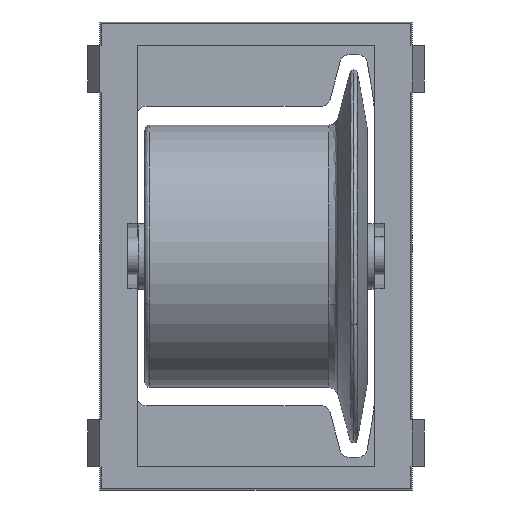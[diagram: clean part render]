
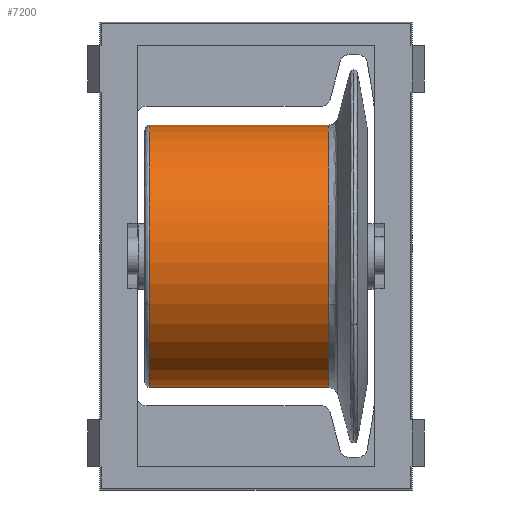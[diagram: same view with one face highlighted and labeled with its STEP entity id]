
A CAD part, front view. The second image highlights one B-rep face of the part: STEP entity #7200.
In plain terms, the highlighted cylindrical face has radius 14 mm (diameter 28 mm), a partial arc.
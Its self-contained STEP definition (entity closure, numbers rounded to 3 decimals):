
#61 = DIRECTION ( 'NONE',  ( -1., 0., 0. ) ) ;
#370 = CIRCLE ( 'NONE', #6940, 14. ) ;
#904 = DIRECTION ( 'NONE',  ( -1., 0., 0. ) ) ;
#943 = CARTESIAN_POINT ( 'NONE',  ( -11.39, 5.531, -14.032 ) ) ;
#1018 = CARTESIAN_POINT ( 'NONE',  ( -11.39, 5.531, -0.032 ) ) ;
#1219 = FACE_OUTER_BOUND ( 'NONE', #3182, .T. ) ;
#1384 = CARTESIAN_POINT ( 'NONE',  ( -11.39, -7.506, -5.136 ) ) ;
#1400 = ORIENTED_EDGE ( 'NONE', *, *, #5180, .T. ) ;
#1462 = DIRECTION ( 'NONE',  ( 0., 0., 1. ) ) ;
#1533 = CARTESIAN_POINT ( 'NONE',  ( 7.779, 5.531, -0.032 ) ) ;
#1585 = DIRECTION ( 'NONE',  ( 1., 0., 0. ) ) ;
#1725 = AXIS2_PLACEMENT_3D ( 'NONE', #4063, #3374, #2761 ) ;
#1935 = ORIENTED_EDGE ( 'NONE', *, *, #4317, .T. ) ;
#1959 = ORIENTED_EDGE ( 'NONE', *, *, #2754, .F. ) ;
#2366 = CARTESIAN_POINT ( 'NONE',  ( -11.89, 5.531, 13.968 ) ) ;
#2379 = VERTEX_POINT ( 'NONE', #2616 ) ;
#2557 = VECTOR ( 'NONE', #61, 1000. ) ;
#2616 = CARTESIAN_POINT ( 'NONE',  ( 7.779, -7.506, -5.136 ) ) ;
#2754 = EDGE_CURVE ( 'NONE', #6534, #5225, #5692, .T. ) ;
#2761 = DIRECTION ( 'NONE',  ( 0., 0., 1. ) ) ;
#2763 = LINE ( 'NONE', #2366, #5419 ) ;
#2776 = ORIENTED_EDGE ( 'NONE', *, *, #3251, .T. ) ;
#2818 = CIRCLE ( 'NONE', #7040, 14. ) ;
#2893 = EDGE_CURVE ( 'NONE', #3114, #5225, #2818, .T. ) ;
#3114 = VERTEX_POINT ( 'NONE', #1384 ) ;
#3177 = CARTESIAN_POINT ( 'NONE',  ( 7.779, 5.531, -14.032 ) ) ;
#3182 = EDGE_LOOP ( 'NONE', ( #1959, #2776, #1400, #1935, #6064, #3707 ) ) ;
#3251 = EDGE_CURVE ( 'NONE', #6534, #2379, #370, .T. ) ;
#3354 = CARTESIAN_POINT ( 'NONE',  ( -11.39, 5.531, 13.968 ) ) ;
#3374 = DIRECTION ( 'NONE',  ( -1., 0., 0. ) ) ;
#3478 = DIRECTION ( 'NONE',  ( -1., 0., 0. ) ) ;
#3561 = DIRECTION ( 'NONE',  ( 0., 0., 1. ) ) ;
#3707 = ORIENTED_EDGE ( 'NONE', *, *, #2893, .T. ) ;
#4063 = CARTESIAN_POINT ( 'NONE',  ( 7.779, 5.531, -0.032 ) ) ;
#4221 = CARTESIAN_POINT ( 'NONE',  ( 7.779, 5.531, 13.968 ) ) ;
#4317 = EDGE_CURVE ( 'NONE', #4891, #6729, #2763, .T. ) ;
#4891 = VERTEX_POINT ( 'NONE', #4221 ) ;
#5180 = EDGE_CURVE ( 'NONE', #2379, #4891, #5248, .T. ) ;
#5225 = VERTEX_POINT ( 'NONE', #943 ) ;
#5248 = CIRCLE ( 'NONE', #1725, 14. ) ;
#5419 = VECTOR ( 'NONE', #6637, 1000. ) ;
#5692 = LINE ( 'NONE', #7409, #2557 ) ;
#6064 = ORIENTED_EDGE ( 'NONE', *, *, #6761, .T. ) ;
#6176 = AXIS2_PLACEMENT_3D ( 'NONE', #6541, #3478, #3561 ) ;
#6399 = CARTESIAN_POINT ( 'NONE',  ( -11.39, 5.531, -0.032 ) ) ;
#6534 = VERTEX_POINT ( 'NONE', #3177 ) ;
#6541 = CARTESIAN_POINT ( 'NONE',  ( -11.89, 5.531, -0.032 ) ) ;
#6637 = DIRECTION ( 'NONE',  ( -1., 0., 0. ) ) ;
#6729 = VERTEX_POINT ( 'NONE', #3354 ) ;
#6761 = EDGE_CURVE ( 'NONE', #6729, #3114, #7446, .T. ) ;
#6765 = CYLINDRICAL_SURFACE ( 'NONE', #6176, 14. ) ;
#6940 = AXIS2_PLACEMENT_3D ( 'NONE', #1533, #904, #1462 ) ;
#7032 = DIRECTION ( 'NONE',  ( 1., 0., 0. ) ) ;
#7040 = AXIS2_PLACEMENT_3D ( 'NONE', #6399, #7032, #7657 ) ;
#7200 = ADVANCED_FACE ( 'NONE', ( #1219 ), #6765, .T. ) ;
#7409 = CARTESIAN_POINT ( 'NONE',  ( -11.89, 5.531, -14.032 ) ) ;
#7423 = AXIS2_PLACEMENT_3D ( 'NONE', #1018, #1585, #7722 ) ;
#7446 = CIRCLE ( 'NONE', #7423, 14. ) ;
#7657 = DIRECTION ( 'NONE',  ( 0., 0., 1. ) ) ;
#7722 = DIRECTION ( 'NONE',  ( 0., 0., 1. ) ) ;
